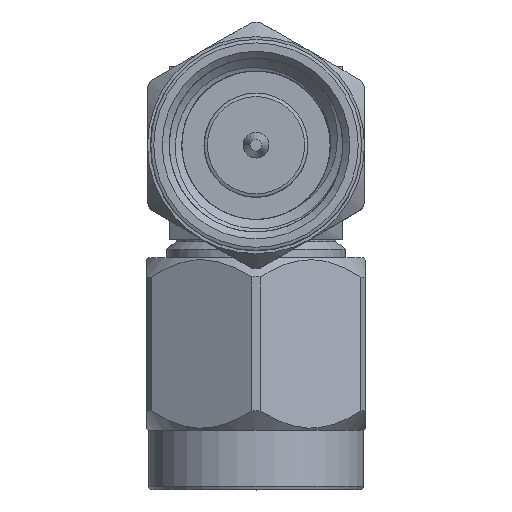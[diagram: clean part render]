
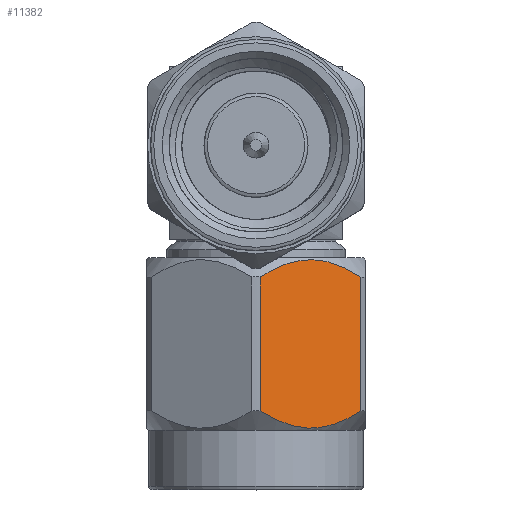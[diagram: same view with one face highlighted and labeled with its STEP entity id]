
A CAD part, top view. The second image highlights one B-rep face of the part: STEP entity #11382.
In plain terms, the highlighted face is planar.
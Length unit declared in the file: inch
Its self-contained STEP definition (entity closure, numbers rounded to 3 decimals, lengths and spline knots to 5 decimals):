
#1134 = CARTESIAN_POINT ( 'NONE',  ( 0.10897, -0.32011, 0.12622 ) ) ;
#1216 = CARTESIAN_POINT ( 'NONE',  ( 0.17816, 0., 0.00637 ) ) ;
#1232 = CARTESIAN_POINT ( 'NONE',  ( 0.11382, -0.32355, 0.11782 ) ) ;
#1327 = CARTESIAN_POINT ( 'NONE',  ( 0.11439, -0.32392, 0.11683 ) ) ;
#1535 = CARTESIAN_POINT ( 'NONE',  ( 0.1329, -0.08861, 0.08478 ) ) ;
#1902 = CARTESIAN_POINT ( 'NONE',  ( 0.16379, -0.09961, 0.03126 ) ) ;
#2610 = CARTESIAN_POINT ( 'NONE',  ( 0.10319, -0.31534, 0.13622 ) ) ;
#3687 = AXIS2_PLACEMENT_3D ( 'NONE', #6993, #6523, #12661 ) ;
#4101 = CARTESIAN_POINT ( 'NONE',  ( 0.0946, -0.30631, 0.15111 ) ) ;
#4112 = CARTESIAN_POINT ( 'NONE',  ( 0.17816, -0.30631, 0.00637 ) ) ;
#4226 = CARTESIAN_POINT ( 'NONE',  ( 0.0946, -0.1134, 0.15111 ) ) ;
#4403 = CARTESIAN_POINT ( 'NONE',  ( 0.17468, -0.10951, 0.0124 ) ) ;
#4502 = CARTESIAN_POINT ( 'NONE',  ( 0.12752, -0.08947, 0.0941 ) ) ;
#4901 = VECTOR ( 'NONE', #15211, 39.37008 ) ;
#5064 = CARTESIAN_POINT ( 'NONE',  ( 0.11564, -0.09502, 0.11466 ) ) ;
#5320 = VECTOR ( 'NONE', #5674, 39.37008 ) ;
#5674 = DIRECTION ( 'NONE',  ( 0., 1., 0. ) ) ;
#5878 = CARTESIAN_POINT ( 'NONE',  ( 0.16445, -0.32008, 0.03012 ) ) ;
#5882 = CARTESIAN_POINT ( 'NONE',  ( 0.15954, -0.09656, 0.03862 ) ) ;
#6085 = CARTESIAN_POINT ( 'NONE',  ( 0.11518, -0.0953, 0.11546 ) ) ;
#6523 = DIRECTION ( 'NONE',  ( 0.866, 0., 0.5 ) ) ;
#6685 = VERTEX_POINT ( 'NONE', #4101 ) ;
#6993 = CARTESIAN_POINT ( 'NONE',  ( 0.18184, 0.16208, 0. ) ) ;
#7358 = CARTESIAN_POINT ( 'NONE',  ( 0.11181, -0.32219, 0.1213 ) ) ;
#7466 = ORIENTED_EDGE ( 'NONE', *, *, #10097, .T. ) ;
#7559 = CARTESIAN_POINT ( 'NONE',  ( 0.12115, -0.09202, 0.10513 ) ) ;
#7925 = CARTESIAN_POINT ( 'NONE',  ( 0.10831, -0.09964, 0.12736 ) ) ;
#8261 = ORIENTED_EDGE ( 'NONE', *, *, #18017, .T. ) ;
#8340 = EDGE_CURVE ( 'NONE', #6685, #19080, #18715, .T. ) ;
#8547 = CARTESIAN_POINT ( 'NONE',  ( 0.15712, -0.3247, 0.04282 ) ) ;
#8727 = LINE ( 'NONE', #1216, #5320 ) ;
#8840 = CARTESIAN_POINT ( 'NONE',  ( 0.12921, -0.33108, 0.09116 ) ) ;
#8914 = VERTEX_POINT ( 'NONE', #18391 ) ;
#8938 = CARTESIAN_POINT ( 'NONE',  ( 0.15078, -0.09098, 0.05379 ) ) ;
#9545 = CARTESIAN_POINT ( 'NONE',  ( 0.17816, -0.30631, 0.00637 ) ) ;
#9779 = ORIENTED_EDGE ( 'NONE', *, *, #8340, .T. ) ;
#10097 = EDGE_CURVE ( 'NONE', #17329, #6685, #16383, .T. ) ;
#10225 = CARTESIAN_POINT ( 'NONE',  ( 0.11422, -0.32381, 0.11712 ) ) ;
#10319 = CARTESIAN_POINT ( 'NONE',  ( 0.11322, -0.32315, 0.11886 ) ) ;
#10427 = CARTESIAN_POINT ( 'NONE',  ( 0.1016, -0.10558, 0.13898 ) ) ;
#10869 = B_SPLINE_CURVE_WITH_KNOTS ( 'NONE', 3,
 ( #15453, #4403, #17025, #1902, #18586, #5882, #11904, #13605, #15087, #8938, #12585, #1535, #4502, #7559, #17934, #15550, #5064, #6085, #16920, #7925, #10427, #15642 ),
 .UNSPECIFIED., .F., .F.,
 ( 4, 1, 1, 1, 1, 2, 2, 2, 1, 1, 1, 1, 2, 2, 4 ),
 ( 0., 0.125, 0.1875, 0.21875, 0.23438, 0.24219, 0.25, 0.5, 0.625, 0.6875, 0.71875, 0.73438, 0.74219, 0.75, 1. ),
 .UNSPECIFIED. ) ;
#11382 = ADVANCED_FACE ( 'NONE', ( #14697 ), #11625, .T. ) ;
#11625 = PLANE ( 'NONE',  #3687 ) ;
#11904 = CARTESIAN_POINT ( 'NONE',  ( 0.15894, -0.09617, 0.03966 ) ) ;
#12129 = CARTESIAN_POINT ( 'NONE',  ( 0.0946, 0., 0.15111 ) ) ;
#12222 = EDGE_CURVE ( 'NONE', #19080, #8914, #8727, .T. ) ;
#12585 = CARTESIAN_POINT ( 'NONE',  ( 0.14355, -0.08863, 0.06632 ) ) ;
#12661 = DIRECTION ( 'NONE',  ( 0., -1., 0. ) ) ;
#12779 = ORIENTED_EDGE ( 'NONE', *, *, #12222, .T. ) ;
#13125 = CARTESIAN_POINT ( 'NONE',  ( 0.12198, -0.32874, 0.10369 ) ) ;
#13219 = CARTESIAN_POINT ( 'NONE',  ( 0.17116, -0.31414, 0.0185 ) ) ;
#13605 = CARTESIAN_POINT ( 'NONE',  ( 0.15854, -0.09591, 0.04036 ) ) ;
#14689 = CARTESIAN_POINT ( 'NONE',  ( 0.15643, -0.32511, 0.04401 ) ) ;
#14697 = FACE_OUTER_BOUND ( 'NONE', #15325, .T. ) ;
#14794 = CARTESIAN_POINT ( 'NONE',  ( 0.0946, -0.30631, 0.15111 ) ) ;
#14894 = CARTESIAN_POINT ( 'NONE',  ( 0.15162, -0.3277, 0.05235 ) ) ;
#15087 = CARTESIAN_POINT ( 'NONE',  ( 0.15837, -0.0958, 0.04065 ) ) ;
#15211 = DIRECTION ( 'NONE',  ( 0., -1., 0. ) ) ;
#15325 = EDGE_LOOP ( 'NONE', ( #12779, #8261, #7466, #9779 ) ) ;
#15453 = CARTESIAN_POINT ( 'NONE',  ( 0.17816, -0.1134, 0.00637 ) ) ;
#15550 = CARTESIAN_POINT ( 'NONE',  ( 0.11633, -0.0946, 0.11347 ) ) ;
#15642 = CARTESIAN_POINT ( 'NONE',  ( 0.0946, -0.1134, 0.15111 ) ) ;
#16383 = LINE ( 'NONE', #12129, #4901 ) ;
#16460 = CARTESIAN_POINT ( 'NONE',  ( 0.15784, -0.32425, 0.04157 ) ) ;
#16920 = CARTESIAN_POINT ( 'NONE',  ( 0.11492, -0.09546, 0.11591 ) ) ;
#17025 = CARTESIAN_POINT ( 'NONE',  ( 0.16957, -0.10438, 0.02126 ) ) ;
#17329 = VERTEX_POINT ( 'NONE', #4226 ) ;
#17651 = CARTESIAN_POINT ( 'NONE',  ( 0.15758, -0.32441, 0.04202 ) ) ;
#17832 = CARTESIAN_POINT ( 'NONE',  ( 0.15482, -0.32604, 0.0468 ) ) ;
#17934 = CARTESIAN_POINT ( 'NONE',  ( 0.11794, -0.09368, 0.11068 ) ) ;
#18017 = EDGE_CURVE ( 'NONE', #8914, #17329, #10869, .T. ) ;
#18391 = CARTESIAN_POINT ( 'NONE',  ( 0.17816, -0.1134, 0.00637 ) ) ;
#18586 = CARTESIAN_POINT ( 'NONE',  ( 0.16095, -0.09753, 0.03618 ) ) ;
#18715 = B_SPLINE_CURVE_WITH_KNOTS ( 'NONE', 3,
 ( #14794, #19309, #2610, #1134, #7358, #10319, #1232, #10225, #1327, #13125, #8840, #19219, #19399, #14894, #17832, #14689, #8547, #17651, #16460, #5878, #13219, #4112 ),
 .UNSPECIFIED., .F., .F.,
 ( 4, 1, 1, 1, 1, 2, 2, 2, 1, 1, 1, 1, 2, 2, 4 ),
 ( 0., 0.125, 0.1875, 0.21875, 0.23437, 0.24219, 0.25, 0.5, 0.625, 0.6875, 0.71875, 0.73437, 0.74219, 0.75, 1. ),
 .UNSPECIFIED. ) ;
#19080 = VERTEX_POINT ( 'NONE', #9545 ) ;
#19219 = CARTESIAN_POINT ( 'NONE',  ( 0.13987, -0.33111, 0.0727 ) ) ;
#19309 = CARTESIAN_POINT ( 'NONE',  ( 0.09808, -0.3102, 0.14508 ) ) ;
#19399 = CARTESIAN_POINT ( 'NONE',  ( 0.14525, -0.33024, 0.06338 ) ) ;
